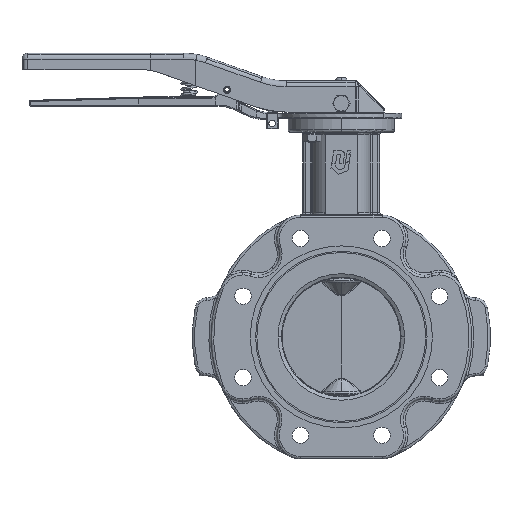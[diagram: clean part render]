
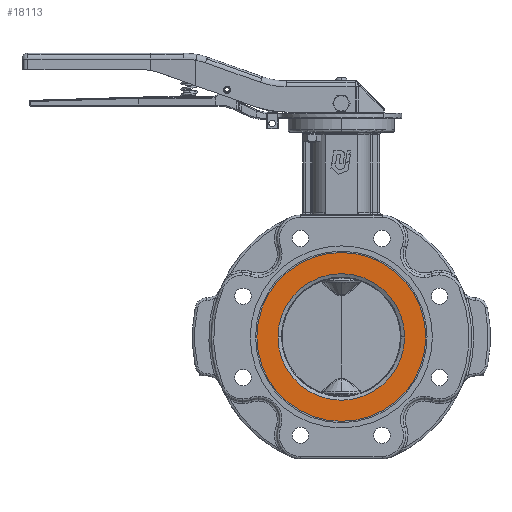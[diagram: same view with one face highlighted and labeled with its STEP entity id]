
A CAD part, left-side view. The second image highlights one B-rep face of the part: STEP entity #18113.
In plain terms, the highlighted planar face has unit normal (-1, 0, 0).
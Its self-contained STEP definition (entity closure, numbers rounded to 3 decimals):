
#3675=CARTESIAN_POINT('',(-26.1,53.514,0.));
#3676=VERTEX_POINT('',#3675);
#3683=CARTESIAN_POINT('',(-26.1,-53.514,-0.));
#3684=VERTEX_POINT('',#3683);
#3685=CARTESIAN_POINT('',(-26.1,0.,0.));
#3686=DIRECTION('',(1.,-0.,-0.));
#3687=DIRECTION('',(-0.,-1.,-0.));
#3688=AXIS2_PLACEMENT_3D('',#3685,#3686,#3687);
#3689=CIRCLE('',#3688,53.514);
#3690=EDGE_CURVE('NONE',#3684,#3676,#3689,.T.);
#3940=CARTESIAN_POINT('',(-26.1,-71.4,0.));
#3941=VERTEX_POINT('',#3940);
#3942=CARTESIAN_POINT('',(-26.1,71.4,-0.));
#3943=VERTEX_POINT('',#3942);
#3944=CARTESIAN_POINT('',(-26.1,0.,0.));
#3945=DIRECTION('',(1.,-0.,-0.));
#3946=DIRECTION('',(-0.,-1.,-0.));
#3947=AXIS2_PLACEMENT_3D('',#3944,#3945,#3946);
#3948=CIRCLE('',#3947,71.4);
#3949=EDGE_CURVE('NONE',#3941,#3943,#3948,.T.);
#14060=CARTESIAN_POINT('',(-26.1,0.,0.));
#14061=DIRECTION('',(1.,-0.,-0.));
#14062=DIRECTION('',(-0.,-1.,-0.));
#14063=AXIS2_PLACEMENT_3D('',#14060,#14061,#14062);
#14064=CIRCLE('',#14063,71.4);
#14065=EDGE_CURVE('NONE',#3943,#3941,#14064,.T.);
#14337=CARTESIAN_POINT('',(-26.1,0.,0.));
#14338=DIRECTION('',(1.,-0.,-0.));
#14339=DIRECTION('',(-0.,-1.,-0.));
#14340=AXIS2_PLACEMENT_3D('',#14337,#14338,#14339);
#14341=CIRCLE('',#14340,53.514);
#14342=EDGE_CURVE('NONE',#3676,#3684,#14341,.T.);
#18100=CARTESIAN_POINT('',(-26.1,-62.457,-0.));
#18101=DIRECTION('',(-1.,0.,0.));
#18102=DIRECTION('',(-0.,0.,-1.));
#18103=AXIS2_PLACEMENT_3D('',#18100,#18101,#18102);
#18104=PLANE('',#18103);
#18105=ORIENTED_EDGE('',*,*,#3949,.F.);
#18106=ORIENTED_EDGE('',*,*,#14065,.F.);
#18107=EDGE_LOOP('',(#18105,#18106));
#18108=FACE_BOUND('',#18107,.T.);
#18109=ORIENTED_EDGE('',*,*,#3690,.T.);
#18110=ORIENTED_EDGE('',*,*,#14342,.T.);
#18111=EDGE_LOOP('',(#18109,#18110));
#18112=FACE_BOUND('',#18111,.T.);
#18113=ADVANCED_FACE('NONE',(#18108,#18112),#18104,.T.);
